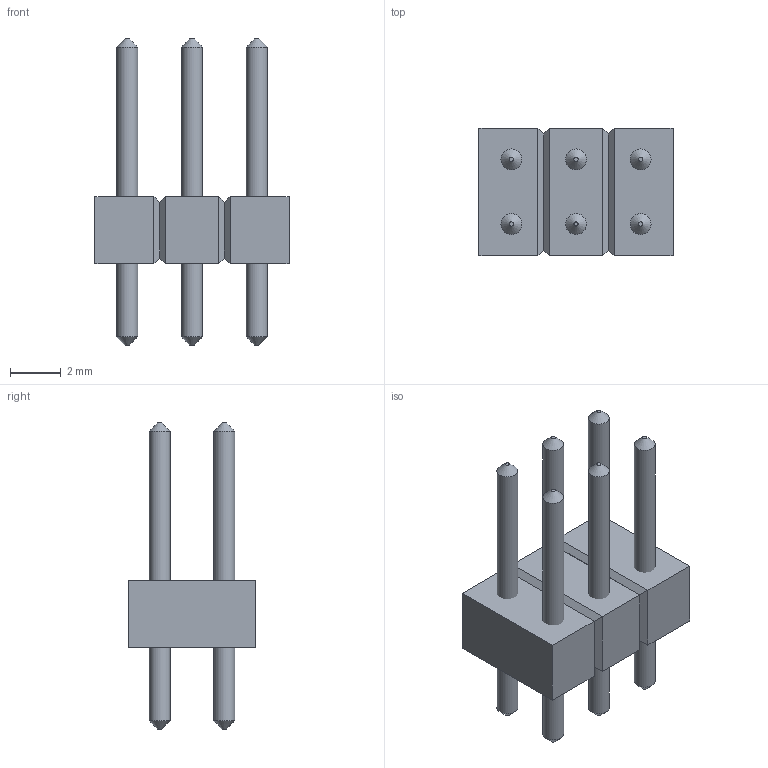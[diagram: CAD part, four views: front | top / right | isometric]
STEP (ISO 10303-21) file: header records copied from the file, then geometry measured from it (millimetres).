
FILE_DESCRIPTION(('FreeCAD Model'),'2;1');
FILE_NAME('1166318.4.1.stp','2020-12-24T06:22:08',( 'Author'),(''),'Open CASCADE STEP processor 6.9','FreeCAD','Unknown' );
FILE_SCHEMA(('AUTOMOTIVE_DESIGN { 1 0 10303 214 1 1 1 1 }'));
Length unit declared in the file: millimetre
Products named in the file (3): ASSEMBLY; Body; LeadsArray
Assembly tree (2 placements, depth 2):
  ASSEMBLY
    Body
    LeadsArray
Bounding box: 7.62 x 5 x 12.04 mm (x, y, z)
Volume: 136 mm3; surface area: 332.2 mm2
Topology: 7 solids, 7 shells, 60 faces, 102 edges, 56 vertices
Faces by surface type: plane 42, cone 12, cylinder 6
Full cylindrical faces by diameter (mm): 0.82 x6
Entity records: 2733 total; most frequent: CARTESIAN_POINT 481, DIRECTION 400, LINE 214, VECTOR 214, ORIENTED_EDGE 204, PCURVE 204, DEFINITIONAL_REPRESENTATION 204, EDGE_CURVE 102
